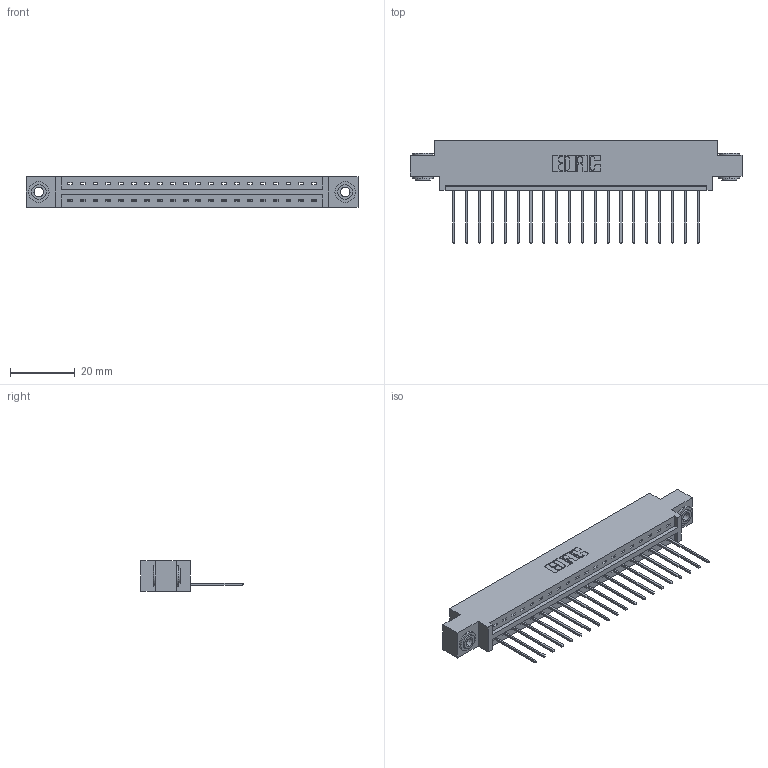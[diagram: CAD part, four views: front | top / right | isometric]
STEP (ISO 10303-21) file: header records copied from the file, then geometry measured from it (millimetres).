
FILE_DESCRIPTION (( 'STEP AP203' ), '1' );
FILE_NAME ('387-020-542-603.STEP', '2018-09-13T11:13:09', ( '' ), ( '' ), 'SwSTEP 2.0', 'SolidWorks 2016', '' );
FILE_SCHEMA (( 'CONFIG_CONTROL_DESIGN' ));
Length unit declared in the file: inch
Products named in the file (4): 345-250-002_345-250-002-102; 337 Part_0.170 Offset - 0.156 Dia-TH; 387-020-542-603; 345-292-001_345-293-142
Assembly tree (23 placements, depth 2):
  387-020-542-603
    337 Part_0.170 Offset - 0.156 Dia-TH
    345-292-001_345-293-142  x20
    345-250-002_345-250-002-102  x2
Bounding box: 102.26 x 31.63 x 9.4 mm (x, y, z)
Volume: 10299.3 mm3; surface area: 11142.6 mm2
Topology: 23 solids, 23 shells, 1396 faces, 4159 edges, 2742 vertices
Faces by surface type: plane 1004, cylinder 384, cone 8
Entity records: 18512 total; most frequent: CARTESIAN_POINT 3201, ORIENTED_EDGE 3150, DIRECTION 2773, EDGE_CURVE 1575, LINE 1423, VECTOR 1423, VERTEX_POINT 1046, AXIS2_PLACEMENT_3D 675
